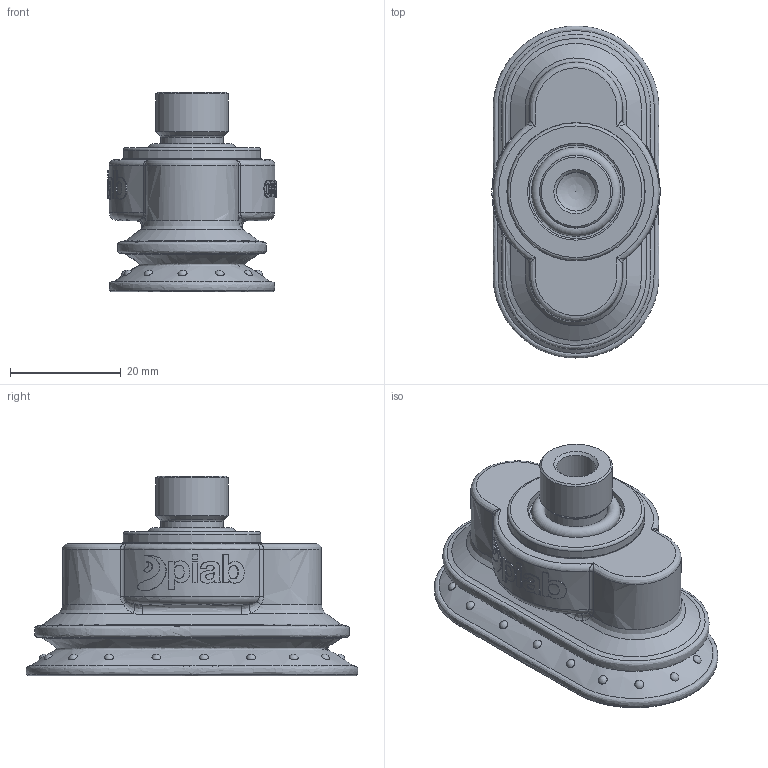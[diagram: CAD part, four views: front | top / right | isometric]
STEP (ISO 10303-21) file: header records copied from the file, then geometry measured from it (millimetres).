
FILE_DESCRIPTION( ( 'Unknown' ), '1' );
FILE_NAME( 'SE-0415103.stp', 'Unknown', ( 'Unknown' ), ( 'Unknown' ), 'PSStep 17.0.49', 'Unknown', ' ' );
FILE_SCHEMA( ( 'AUTOMOTIVE_DESIGN { 1 0 10303 214 1 1 1 1 }' ) );
Length unit declared in the file: millimetre
Products named in the file (7): SE-0414236; SE-0411036; 0123110; 0119707; Assem1; SE-0415091; SE-0408103
Assembly tree (6 placements, depth 3):
  Assem1
    SE-0415091
    SE-0408103
    SE-0414236
      SE-0411036
      0123110
      0119707
Bounding box: 30.4 x 60 x 36.07 mm (x, y, z)
Volume: 28377.2 mm3; surface area: 13663.5 mm2
Topology: 5 solids, 5 shells, 355 faces, 852 edges, 555 vertices
Faces by surface type: bspline 157, plane 95, cylinder 58, sphere 20, torus 16, cone 9
Full cylindrical faces by diameter (mm): 7 x1, 10.3 x1, 10.6 x1, 11 x2, 11.4 x1, 13.157 x1, 14.8 x1, 14.95 x1, 14.96 x1, 16.662 x1, 17.5 x1, 18.1 x1, 19 x2, 21.4 x1, 21.48 x1, 21.5 x1, 23 x1, 24.5 x1, 24.8 x1, 25 x1
Entity records: 41799 total; most frequent: CARTESIAN_POINT 32151, ORIENTED_EDGE 1550, DIRECTION 876, EDGE_CURVE 775, VERTEX_POINT 544, EDGE_LOOP 472, B_SPLINE_CURVE_WITH_KNOTS 443, FACE_OUTER_BOUND 401
